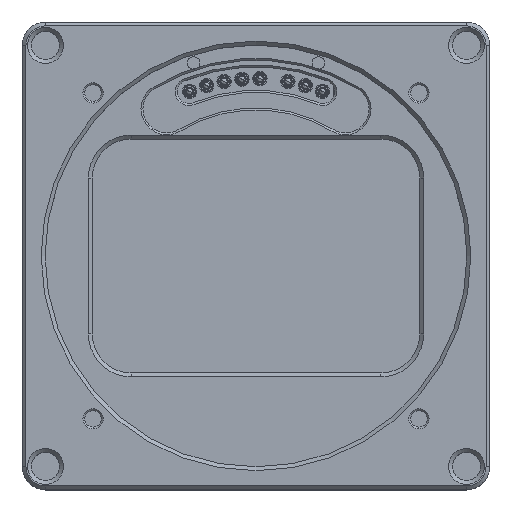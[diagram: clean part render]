
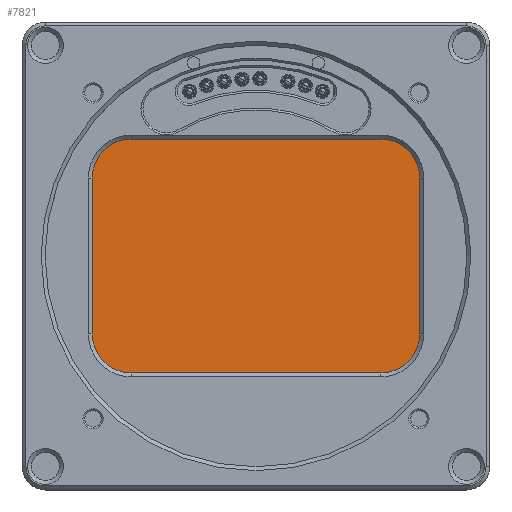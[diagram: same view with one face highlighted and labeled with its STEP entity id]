
A CAD part, top view. The second image highlights one B-rep face of the part: STEP entity #7821.
In plain terms, the highlighted planar face has unit normal (0, 0, 1).
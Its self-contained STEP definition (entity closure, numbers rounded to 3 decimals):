
#3400=FACE_OUTER_BOUND('',#25209,.T.);
#7821=ADVANCED_FACE('',(#3400),#10378,.T.);
#10378=PLANE('',#61717);
#12982=LINE('',#88548,#18282);
#12984=LINE('',#88552,#18284);
#12990=LINE('',#88566,#18290);
#12994=LINE('',#88575,#18294);
#18282=VECTOR('',#71451,1.);
#18284=VECTOR('',#71455,1.);
#18290=VECTOR('',#71463,1.);
#18294=VECTOR('',#71469,1.);
#25209=EDGE_LOOP('',(#32689,#32690,#32691,#32692,#32693,#32694,#32695,#32696));
#32689=ORIENTED_EDGE('',*,*,#51332,.T.);
#32690=ORIENTED_EDGE('',*,*,#51346,.T.);
#32691=ORIENTED_EDGE('',*,*,#51334,.T.);
#32692=ORIENTED_EDGE('',*,*,#51347,.T.);
#32693=ORIENTED_EDGE('',*,*,#51340,.T.);
#32694=ORIENTED_EDGE('',*,*,#51348,.T.);
#32695=ORIENTED_EDGE('',*,*,#51344,.T.);
#32696=ORIENTED_EDGE('',*,*,#51349,.T.);
#45189=VERTEX_POINT('',#88547);
#45190=VERTEX_POINT('',#88549);
#45191=VERTEX_POINT('',#88553);
#45192=VERTEX_POINT('',#88554);
#45197=VERTEX_POINT('',#88565);
#45198=VERTEX_POINT('',#88567);
#45201=VERTEX_POINT('',#88574);
#45202=VERTEX_POINT('',#88576);
#51332=EDGE_CURVE('',#45190,#45189,#12982,.T.);
#51334=EDGE_CURVE('',#45191,#45192,#12984,.T.);
#51340=EDGE_CURVE('',#45198,#45197,#12990,.T.);
#51344=EDGE_CURVE('',#45202,#45201,#12994,.T.);
#51346=EDGE_CURVE('',#45189,#45191,#57894,.T.);
#51347=EDGE_CURVE('',#45192,#45198,#57895,.T.);
#51348=EDGE_CURVE('',#45197,#45202,#57896,.T.);
#51349=EDGE_CURVE('',#45201,#45190,#57897,.T.);
#57894=CIRCLE('',#61713,5.);
#57895=CIRCLE('',#61714,5.);
#57896=CIRCLE('',#61715,5.);
#57897=CIRCLE('',#61716,5.);
#61713=AXIS2_PLACEMENT_3D('',#88579,#71473,#71474);
#61714=AXIS2_PLACEMENT_3D('',#88580,#71475,#71476);
#61715=AXIS2_PLACEMENT_3D('',#88581,#71477,#71478);
#61716=AXIS2_PLACEMENT_3D('',#88582,#71479,#71480);
#61717=AXIS2_PLACEMENT_3D('',#88583,#71481,#71482);
#71451=DIRECTION('',(0.,-1.,0.));
#71455=DIRECTION('',(1.,0.,0.));
#71463=DIRECTION('',(0.,1.,0.));
#71469=DIRECTION('',(-1.,0.,0.));
#71473=DIRECTION('',(0.,0.,1.));
#71474=DIRECTION('',(1.,0.,0.));
#71475=DIRECTION('',(0.,0.,1.));
#71476=DIRECTION('',(1.,0.,0.));
#71477=DIRECTION('',(0.,0.,1.));
#71478=DIRECTION('',(1.,0.,0.));
#71479=DIRECTION('',(0.,0.,1.));
#71480=DIRECTION('',(1.,0.,0.));
#71481=DIRECTION('',(0.,0.,1.));
#71482=DIRECTION('',(1.,0.,0.));
#88547=CARTESIAN_POINT('',(-21.,-10.,1.));
#88548=CARTESIAN_POINT('',(-21.,15.,1.));
#88549=CARTESIAN_POINT('',(-21.,10.,1.));
#88552=CARTESIAN_POINT('',(-21.,-15.,1.));
#88553=CARTESIAN_POINT('',(-16.,-15.,1.));
#88554=CARTESIAN_POINT('',(16.,-15.,1.));
#88565=CARTESIAN_POINT('',(21.,10.,1.));
#88566=CARTESIAN_POINT('',(21.,-15.,1.));
#88567=CARTESIAN_POINT('',(21.,-10.,1.));
#88574=CARTESIAN_POINT('',(-16.,15.,1.));
#88575=CARTESIAN_POINT('',(21.,15.,1.));
#88576=CARTESIAN_POINT('',(16.,15.,1.));
#88579=CARTESIAN_POINT('',(-16.,-10.,1.));
#88580=CARTESIAN_POINT('',(16.,-10.,1.));
#88581=CARTESIAN_POINT('',(16.,10.,1.));
#88582=CARTESIAN_POINT('',(-16.,10.,1.));
#88583=CARTESIAN_POINT('',(0.,0.,1.));
